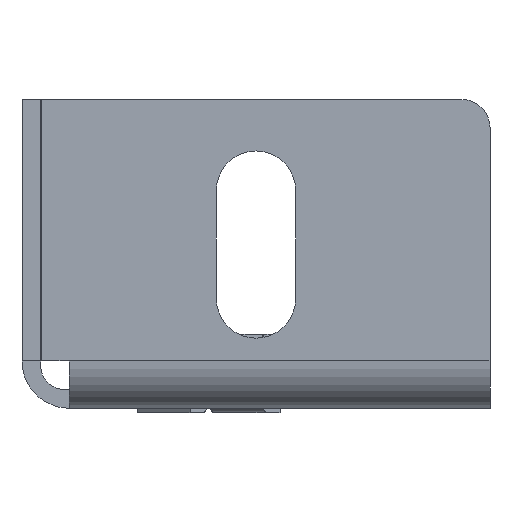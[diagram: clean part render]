
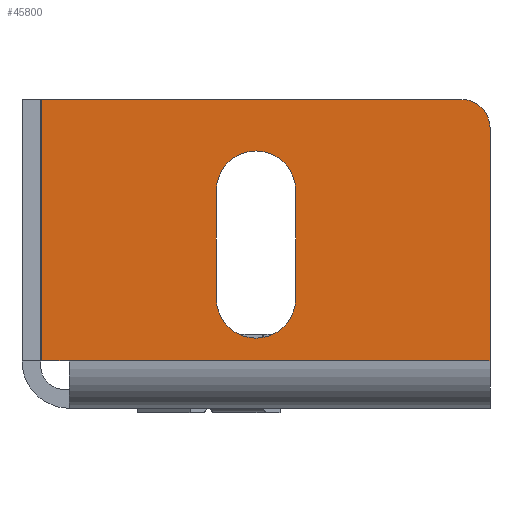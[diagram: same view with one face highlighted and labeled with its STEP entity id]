
A CAD part, left-side view. The second image highlights one B-rep face of the part: STEP entity #45800.
In plain terms, the highlighted face is planar.
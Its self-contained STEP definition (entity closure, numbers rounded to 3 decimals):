
#44650=CARTESIAN_POINT('',(5.06,29.94,-2.5));
#44660=VERTEX_POINT('',#44650);
#44710=CARTESIAN_POINT('',(0.,29.94,-2.5));
#44720=DIRECTION('',(1.,0.,0.));
#44730=VECTOR('',#44720,1.);
#44740=LINE('',#44710,#44730);
#44750=CARTESIAN_POINT('',(50.,29.94,-2.5));
#44760=VERTEX_POINT('',#44750);
#44770=EDGE_CURVE('',#44660,#44760,#44740,.T.);
#44970=CARTESIAN_POINT('',(0.,0.,-2.5));
#44980=DIRECTION('',(0.,0.,1.));
#44990=DIRECTION('',(1.,0.,0.));
#45000=AXIS2_PLACEMENT_3D('',#44970,#44980,#44990);
#45010=PLANE('',#45000);
#45020=CARTESIAN_POINT('',(25.,11.75,-2.5));
#45030=DIRECTION('',(0.,0.,-1.));
#45040=DIRECTION('',(0.,1.,0.));
#45050=AXIS2_PLACEMENT_3D('',#45020,#45030,#45040);
#45060=CIRCLE('',#45050,4.25);
#45070=CARTESIAN_POINT('',(29.25,11.75,-2.5));
#45080=VERTEX_POINT('',#45070);
#45090=CARTESIAN_POINT('',(20.75,11.75,-2.5));
#45100=VERTEX_POINT('',#45090);
#45110=EDGE_CURVE('',#45080,#45100,#45060,.T.);
#45120=ORIENTED_EDGE('',*,*,#45110,.F.);
#45130=CARTESIAN_POINT('',(20.75,0.,-2.5));
#45140=DIRECTION('',(0.,1.,0.));
#45150=VECTOR('',#45140,1.);
#45160=LINE('',#45130,#45150);
#45170=CARTESIAN_POINT('',(20.75,23.25,-2.5));
#45180=VERTEX_POINT('',#45170);
#45190=EDGE_CURVE('',#45100,#45180,#45160,.T.);
#45200=ORIENTED_EDGE('',*,*,#45190,.F.);
#45210=CARTESIAN_POINT('',(25.,23.25,-2.5));
#45220=DIRECTION('',(0.,0.,-1.));
#45230=DIRECTION('',(0.,1.,0.));
#45240=AXIS2_PLACEMENT_3D('',#45210,#45220,#45230);
#45250=CIRCLE('',#45240,4.25);
#45260=CARTESIAN_POINT('',(29.25,23.25,-2.5));
#45270=VERTEX_POINT('',#45260);
#45280=EDGE_CURVE('',#45180,#45270,#45250,.T.);
#45290=ORIENTED_EDGE('',*,*,#45280,.F.);
#45300=CARTESIAN_POINT('',(29.25,0.,-2.5));
#45310=DIRECTION('',(0.,-1.,0.));
#45320=VECTOR('',#45310,1.);
#45330=LINE('',#45300,#45320);
#45340=EDGE_CURVE('',#45270,#45080,#45330,.T.);
#45350=ORIENTED_EDGE('',*,*,#45340,.F.);
#45360=EDGE_LOOP('',(#45350,#45290,#45200,#45120));
#45370=FACE_BOUND('',#45360,.T.);
#45380=CARTESIAN_POINT('',(0.,29.94,-2.5));
#45390=DIRECTION('',(-1.,0.,0.));
#45400=VECTOR('',#45390,1.);
#45410=LINE('',#45380,#45400);
#45420=CARTESIAN_POINT('',(2.071,29.94,-2.5));
#45430=VERTEX_POINT('',#45420);
#45440=EDGE_CURVE('',#44660,#45430,#45410,.T.);
#45450=ORIENTED_EDGE('',*,*,#45440,.F.);
#45460=CARTESIAN_POINT('',(2.071,0.,-2.5));
#45470=DIRECTION('',(0.,-1.,0.));
#45480=VECTOR('',#45470,1.);
#45490=LINE('',#45460,#45480);
#45500=CARTESIAN_POINT('',(2.071,2.,-2.5));
#45510=VERTEX_POINT('',#45500);
#45520=EDGE_CURVE('',#45430,#45510,#45490,.T.);
#45530=ORIENTED_EDGE('',*,*,#45520,.F.);
#45540=CARTESIAN_POINT('',(0.,2.,-2.5));
#45550=DIRECTION('',(1.,0.,0.));
#45560=VECTOR('',#45550,1.);
#45570=LINE('',#45540,#45560);
#45580=CARTESIAN_POINT('',(47.,2.,-2.5));
#45590=VERTEX_POINT('',#45580);
#45600=EDGE_CURVE('',#45510,#45590,#45570,.T.);
#45610=ORIENTED_EDGE('',*,*,#45600,.F.);
#45620=CARTESIAN_POINT('',(47.,5.,-2.5));
#45630=DIRECTION('',(0.,0.,-1.));
#45640=DIRECTION('',(-1.,0.,0.));
#45650=AXIS2_PLACEMENT_3D('',#45620,#45630,#45640);
#45660=CIRCLE('',#45650,3.);
#45670=CARTESIAN_POINT('',(50.,5.,-2.5));
#45680=VERTEX_POINT('',#45670);
#45690=EDGE_CURVE('',#45680,#45590,#45660,.T.);
#45700=ORIENTED_EDGE('',*,*,#45690,.T.);
#45710=CARTESIAN_POINT('',(50.,0.,-2.5));
#45720=DIRECTION('',(0.,1.,0.));
#45730=VECTOR('',#45720,1.);
#45740=LINE('',#45710,#45730);
#45750=EDGE_CURVE('',#45680,#44760,#45740,.T.);
#45760=ORIENTED_EDGE('',*,*,#45750,.F.);
#45770=ORIENTED_EDGE('',*,*,#44770,.T.);
#45780=EDGE_LOOP('',(#45770,#45760,#45700,#45610,#45530,#45450));
#45790=FACE_OUTER_BOUND('',#45780,.T.);
#45800=ADVANCED_FACE('',(#45370,#45790),#45010,.F.);
